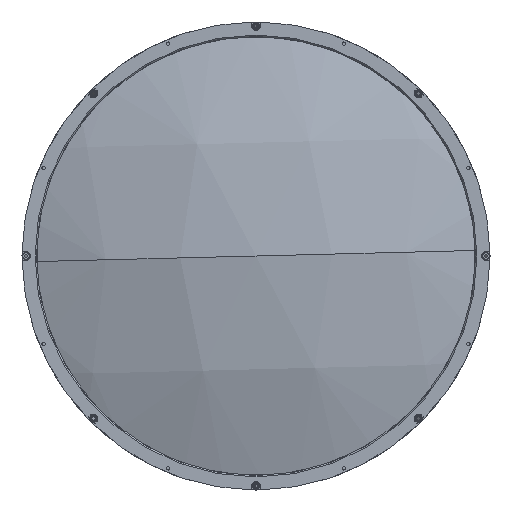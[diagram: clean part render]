
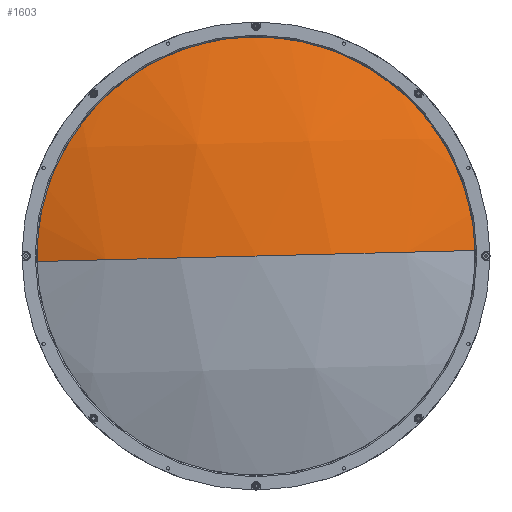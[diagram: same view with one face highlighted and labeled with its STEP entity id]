
A CAD part, left-side view. The second image highlights one B-rep face of the part: STEP entity #1603.
In plain terms, the highlighted spherical face has radius 465.458 mm.
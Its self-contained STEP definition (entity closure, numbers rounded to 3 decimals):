
#160 = ORIENTED_EDGE ( 'NONE', *, *, #8898, .T. ) ;
#791 = DIRECTION ( 'NONE',  ( -1., 0., 0. ) ) ;
#1603 = ADVANCED_FACE ( 'NONE', ( #9282 ), #25684, .T. ) ;
#3941 = CIRCLE ( 'NONE', #15596, 162. ) ;
#4766 = VERTEX_POINT ( 'NONE', #27129 ) ;
#4845 = CARTESIAN_POINT ( 'NONE',  ( 25.901, 161.948, -4.088 ) ) ;
#7159 = CARTESIAN_POINT ( 'NONE',  ( 462.258, 0., 0. ) ) ;
#7491 = VERTEX_POINT ( 'NONE', #4845 ) ;
#8898 = EDGE_CURVE ( 'NONE', #7491, #4766, #20384, .T. ) ;
#9022 = DIRECTION ( 'NONE',  ( 0., -1., 0.025 ) ) ;
#9045 = DIRECTION ( 'NONE',  ( 0., 0.025, 1. ) ) ;
#9103 = EDGE_CURVE ( 'NONE', #9309, #4766, #10430, .T. ) ;
#9135 = EDGE_CURVE ( 'NONE', #9309, #7491, #3941, .T. ) ;
#9282 = FACE_OUTER_BOUND ( 'NONE', #26287, .T. ) ;
#9309 = VERTEX_POINT ( 'NONE', #24689 ) ;
#9365 = DIRECTION ( 'NONE',  ( 0., 1., -0.025 ) ) ;
#10222 = CARTESIAN_POINT ( 'NONE',  ( 462.258, 0., 0. ) ) ;
#10430 = CIRCLE ( 'NONE', #15945, 465.458 ) ;
#11841 = CARTESIAN_POINT ( 'NONE',  ( 462.258, 0., 0. ) ) ;
#12176 = ORIENTED_EDGE ( 'NONE', *, *, #9103, .F. ) ;
#13656 = CARTESIAN_POINT ( 'NONE',  ( 25.901, 0., 0. ) ) ;
#13886 = DIRECTION ( 'NONE',  ( 0., -1., 0.025 ) ) ;
#15596 = AXIS2_PLACEMENT_3D ( 'NONE', #13656, #791, #15703 ) ;
#15703 = DIRECTION ( 'NONE',  ( 0., 0.025, 1. ) ) ;
#15945 = AXIS2_PLACEMENT_3D ( 'NONE', #7159, #21667, #9365 ) ;
#17082 = AXIS2_PLACEMENT_3D ( 'NONE', #11841, #26137, #13886 ) ;
#20384 = CIRCLE ( 'NONE', #17082, 465.458 ) ;
#21667 = DIRECTION ( 'NONE',  ( 0., -0.025, -1. ) ) ;
#22217 = AXIS2_PLACEMENT_3D ( 'NONE', #10222, #9045, #9022 ) ;
#22502 = ORIENTED_EDGE ( 'NONE', *, *, #9135, .T. ) ;
#24689 = CARTESIAN_POINT ( 'NONE',  ( 25.901, -161.948, 4.088 ) ) ;
#25684 = SPHERICAL_SURFACE ( 'NONE', #22217, 465.458 ) ;
#26137 = DIRECTION ( 'NONE',  ( 0., 0.025, 1. ) ) ;
#26287 = EDGE_LOOP ( 'NONE', ( #22502, #160, #12176 ) ) ;
#27129 = CARTESIAN_POINT ( 'NONE',  ( -3.2, 0., 0. ) ) ;
